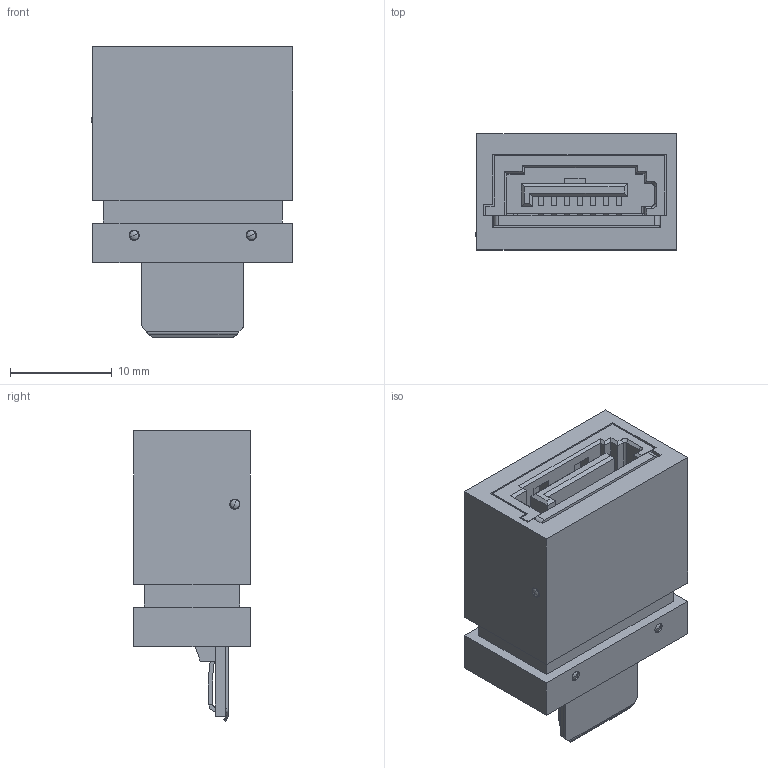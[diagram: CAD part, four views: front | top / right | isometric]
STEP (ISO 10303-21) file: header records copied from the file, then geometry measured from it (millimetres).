
FILE_DESCRIPTION (( 'STEP AP214' ), '1' );
FILE_NAME ('106534~0.STEP', '2019-06-07T07:06:51', ( '' ), ( '' ), 'SwSTEP 2.0', 'SolidWorks 2018', '' );
FILE_SCHEMA (( 'AUTOMOTIVE_DESIGN' ));
Length unit declared in the file: millimetre
Products named in the file (1): 106534~0
Bounding box: 19.75 x 11.4 x 28.51 mm (x, y, z)
Volume: 4382.2 mm3; surface area: 5802.9 mm2
Topology: 18 solids, 18 shells, 904 faces, 2247 edges, 1410 vertices
Faces by surface type: plane 661, cylinder 207, sphere 24, cone 10, bspline 2
Entity records: 36550 total; most frequent: CARTESIAN_POINT 4600, DIRECTION 4493, ORIENTED_EDGE 4478, EDGE_CURVE 2239, LINE 1767, VECTOR 1767, VERTEX_POINT 1410, AXIS2_PLACEMENT_3D 1363
